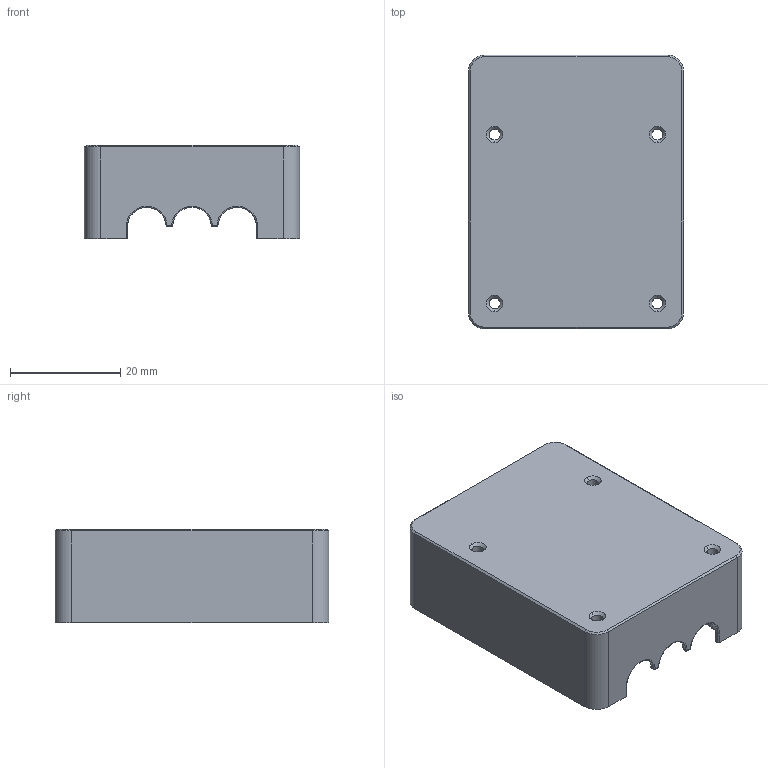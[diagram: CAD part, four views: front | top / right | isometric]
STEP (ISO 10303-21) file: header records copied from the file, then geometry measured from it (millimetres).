
FILE_DESCRIPTION (( 'STEP AP214' ), '1' );
FILE_NAME ('case_bottom.STEP', '2018-02-14T08:46:50', ( '' ), ( '' ), 'SwSTEP 2.0', 'SolidWorks 2017', '' );
FILE_SCHEMA (( 'AUTOMOTIVE_DESIGN' ));
Length unit declared in the file: millimetre
Products named in the file (2): case_bottom
Bounding box: 39 x 49.6 x 16.95 mm (x, y, z)
Volume: 6193.3 mm3; surface area: 9150.4 mm2
Topology: 1 solids, 1 shells, 177 faces, 480 edges, 295 vertices
Faces by surface type: cylinder 82, plane 54, torus 15, cone 12, sphere 8, bspline 6
Entity records: 6964 total; most frequent: CARTESIAN_POINT 1164, DIRECTION 1007, ORIENTED_EDGE 940, EDGE_CURVE 470, AXIS2_PLACEMENT_3D 386, VERTEX_POINT 295, VECTOR 235, LINE 235
